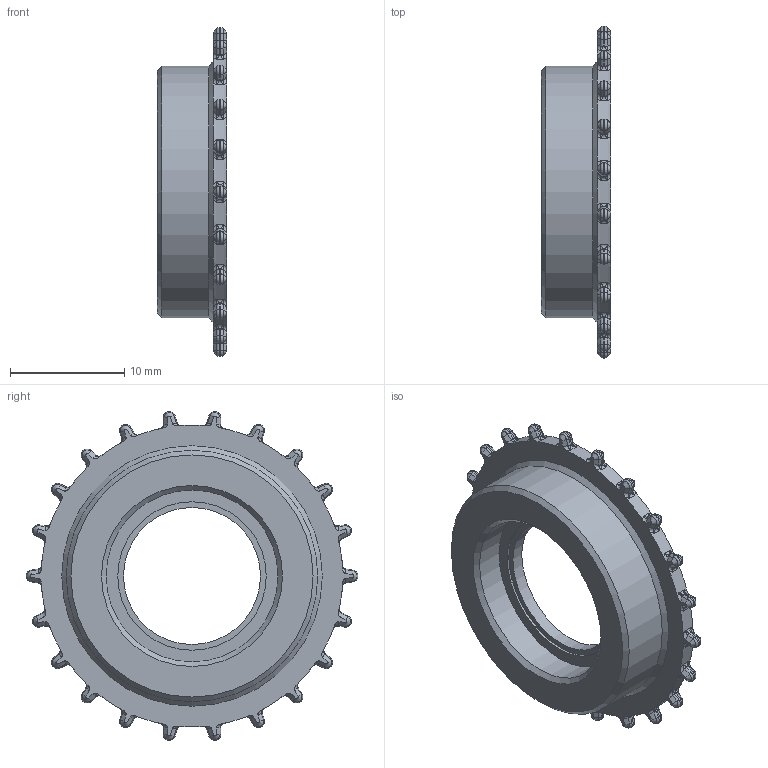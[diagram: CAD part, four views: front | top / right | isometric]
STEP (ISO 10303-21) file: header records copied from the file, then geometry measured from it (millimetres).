
FILE_DESCRIPTION(/* description */ ('','CAx-IF Rec.Pracs.---Representation and Presentation of Product Manufacturing Information (PMI)---4.0---2014-10-13'),/* implementation_level */ '2;1');
FILE_NAME(/* name */ '',/* time_stamp */ '2020-01-07T13:17:23-05:00',/* author */ (''),/* organization */ (''),/* preprocessor_version */ 'ST-DEVELOPER v18',/* originating_system */ '',/* authorisation */ '');
FILE_SCHEMA (('AP242_MANAGED_MODEL_BASED_3D_ENGINEERING_MIM_LF { 1 0 10303 442 1 1 4 }'));
Length unit declared in the file: inch
Products named in the file (1): Wheel 2
Bounding box: 6.1 x 29.07 x 28.78 mm (x, y, z)
Volume: 1285.1 mm3; surface area: 1676 mm2
Topology: 1 solids, 1 shells, 761 faces, 1915 edges, 1072 vertices
Faces by surface type: bspline 308, cylinder 224, plane 182, cone 47
Full cylindrical faces by diameter (mm): 12 x1, 13 x1, 15.05 x1, 22 x1
Entity records: 29043 total; most frequent: CARTESIAN_POINT 11906, ORIENTED_EDGE 3654, DIRECTION 3041, EDGE_CURVE 1827, AXIS2_PLACEMENT_3D 1187, VERTEX_POINT 1072, EDGE_LOOP 767, STYLED_ITEM 763
